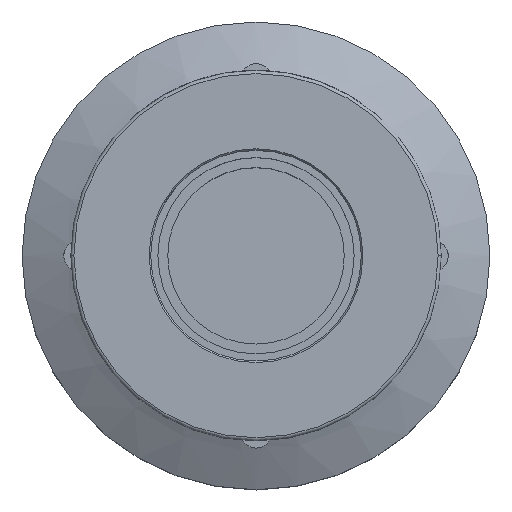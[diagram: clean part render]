
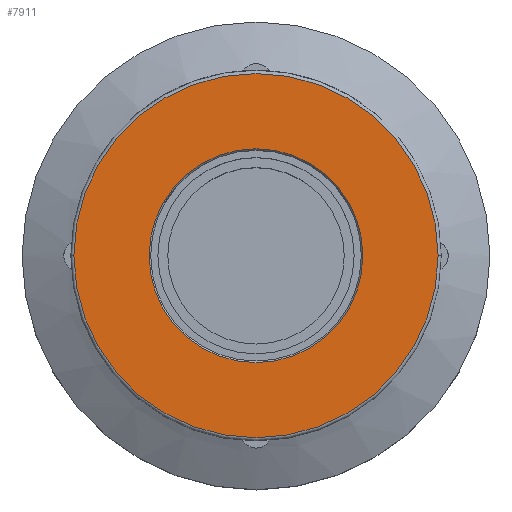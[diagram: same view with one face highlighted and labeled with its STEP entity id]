
A CAD part, top view. The second image highlights one B-rep face of the part: STEP entity #7911.
In plain terms, the highlighted planar face has unit normal (0, 0, 1).
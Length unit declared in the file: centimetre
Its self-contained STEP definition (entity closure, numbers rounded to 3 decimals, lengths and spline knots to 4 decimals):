
#2272=VERTEX_POINT('',#33828);
#2274=VERTEX_POINT('',#33832);
#2280=VERTEX_POINT('',#33846);
#2282=VERTEX_POINT('',#33850);
#2598=CIRCLE('',#35998,0.8649);
#2606=CIRCLE('',#36008,1.4732);
#2608=CIRCLE('',#36013,0.8649);
#2609=CIRCLE('',#36014,1.4732);
#3685=EDGE_CURVE('',#2272,#2274,#2598,.F.);
#3693=EDGE_CURVE('',#2280,#2282,#2606,.T.);
#3699=EDGE_CURVE('',#2274,#2272,#2608,.T.);
#3700=EDGE_CURVE('',#2282,#2280,#2609,.T.);
#5644=ORIENTED_EDGE('',*,*,#3699,.T.);
#5645=ORIENTED_EDGE('',*,*,#3685,.T.);
#5646=ORIENTED_EDGE('',*,*,#3700,.T.);
#5647=ORIENTED_EDGE('',*,*,#3693,.T.);
#6751=EDGE_LOOP('',(#5644,#5645));
#6752=EDGE_LOOP('',(#5646,#5647));
#7343=FACE_BOUND('',#6751,.T.);
#7344=FACE_BOUND('',#6752,.T.);
#7911=ADVANCED_FACE('',(#7343,#7344),#8193,.T.);
#8193=PLANE('',#36012);
#9263=DIRECTION('',(0.,0.,1.));
#9264=DIRECTION('',(0.699,-0.509,0.));
#9281=DIRECTION('',(0.,0.,1.));
#9282=DIRECTION('',(1.191,-0.867,0.));
#9293=DIRECTION('',(0.,0.,1.));
#9294=DIRECTION('',(0.,0.,-1.));
#9295=DIRECTION('',(0.699,-0.509,0.));
#9296=DIRECTION('',(0.,0.,1.));
#9297=DIRECTION('',(1.191,-0.867,0.));
#33828=CARTESIAN_POINT('',(-0.6993,0.5089,1.8072));
#33832=CARTESIAN_POINT('',(0.6993,-0.5089,1.8072));
#33833=CARTESIAN_POINT('',(0.,0.,
1.8072));
#33846=CARTESIAN_POINT('',(-1.1912,0.8669,1.8072));
#33850=CARTESIAN_POINT('',(1.1912,-0.8669,1.8072));
#33851=CARTESIAN_POINT('',(0.,0.,
1.8072));
#33861=CARTESIAN_POINT('',(0.689,-0.5014,1.8072));
#33862=CARTESIAN_POINT('',(0.,0.,
1.8072));
#33863=CARTESIAN_POINT('',(0.,0.,
1.8072));
#35998=AXIS2_PLACEMENT_3D('',#33833,#9263,#9264);
#36008=AXIS2_PLACEMENT_3D('',#33851,#9281,#9282);
#36012=AXIS2_PLACEMENT_3D('',#33861,#9293,$);
#36013=AXIS2_PLACEMENT_3D('',#33862,#9294,#9295);
#36014=AXIS2_PLACEMENT_3D('',#33863,#9296,#9297);
